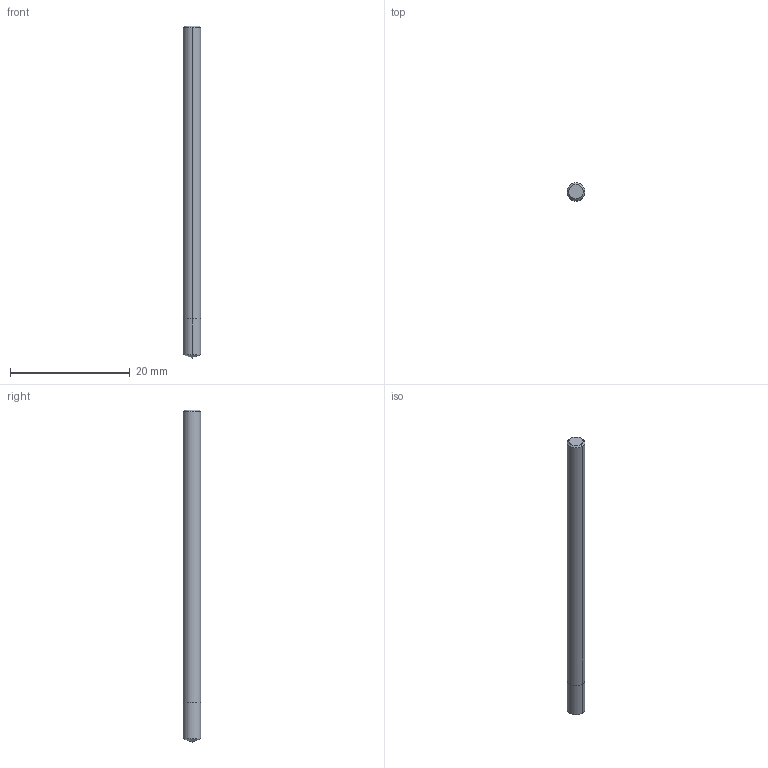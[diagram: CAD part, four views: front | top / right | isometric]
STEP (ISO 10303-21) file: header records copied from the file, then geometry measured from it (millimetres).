
FILE_DESCRIPTION((''),'2;1');
FILE_NAME('MVE0300X02S030_ASM','2016-06-21T',('knaruke'),(''),'PRO/ENGINEER BY PARAMETRIC TECHNOLOGY CORPORATION, 2014310','PRO/ENGINEER BY PARAMETRIC TECHNOLOGY CORPORATION, 2014310','');
FILE_SCHEMA(('AUTOMOTIVE_DESIGN { 1 0 10303 214 1 1 1 1 }'));
Length unit declared in the file: millimetre
Products named in the file (3): CUT_MVE0300X02S030; NOCUT_MVE0300X02S030; MVE0300X02S030_ASM
Assembly tree (2 placements, depth 2):
  MVE0300X02S030_ASM
    CUT_MVE0300X02S030
    NOCUT_MVE0300X02S030
Bounding box: 3 x 3 x 55.55 mm (x, y, z)
Volume: 389.7 mm3; surface area: 545.3 mm2
Topology: 2 solids, 2 shells, 11 faces, 20 edges, 11 vertices
Faces by surface type: cone 4, cylinder 4, plane 3
Entity records: 751 total; most frequent: DIRECTION 74, CARTESIAN_POINT 60, PROPERTY_DEFINITION 57, REPRESENTATION 55, PROPERTY_DEFINITION_REPRESENTATION 55, ORIENTED_EDGE 36, AXIS2_PLACEMENT_3D 33, PRESENTATION_STYLE_ASSIGNMENT 24
